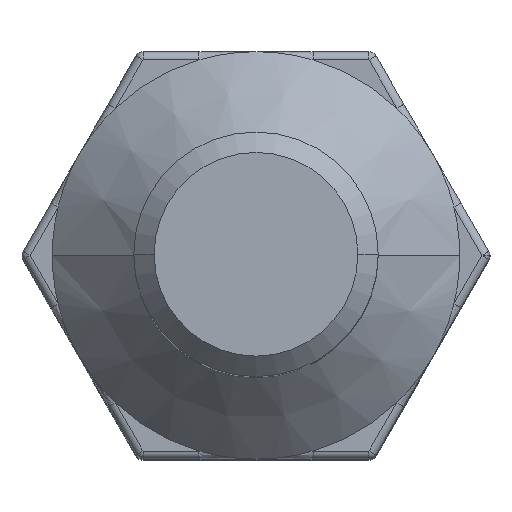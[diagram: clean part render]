
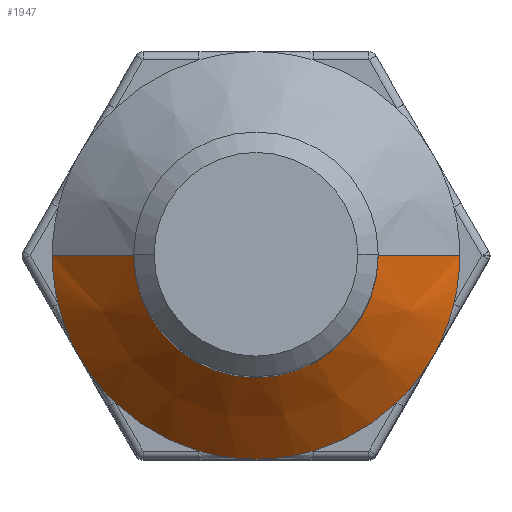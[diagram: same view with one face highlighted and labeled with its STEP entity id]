
A CAD part, top view. The second image highlights one B-rep face of the part: STEP entity #1947.
In plain terms, the highlighted conical face has half-angle 45 degrees and reference radius 1.5 mm.
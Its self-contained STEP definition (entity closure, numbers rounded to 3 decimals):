
#56 = CARTESIAN_POINT ( 'NONE',  ( 0., -2.5, 0. ) ) ;
#81 = CARTESIAN_POINT ( 'NONE',  ( 0., 0., 0. ) ) ;
#88 = CARTESIAN_POINT ( 'NONE',  ( 0., 0., 0. ) ) ;
#106 = DIRECTION ( 'NONE',  ( 0., 0., 1. ) ) ;
#154 = CARTESIAN_POINT ( 'NONE',  ( 1.728, -1.806, 0. ) ) ;
#168 = VERTEX_POINT ( 'NONE', #1863 ) ;
#197 = CARTESIAN_POINT ( 'NONE',  ( -2.165, -1.25, 0. ) ) ;
#260 = DIRECTION ( 'NONE',  ( 0., 0., 1. ) ) ;
#272 = VECTOR ( 'NONE', #919, 1000. ) ;
#275 = DIRECTION ( 'NONE',  ( 1., 0., 0. ) ) ;
#284 = CARTESIAN_POINT ( 'NONE',  ( -1.728, -1.806, 0. ) ) ;
#297 = LINE ( 'NONE', #1491, #272 ) ;
#315 = CIRCLE ( 'NONE', #1908, 2.5 ) ;
#335 = CARTESIAN_POINT ( 'NONE',  ( -2.5, 0., 0. ) ) ;
#404 = CIRCLE ( 'NONE', #1956, 2.5 ) ;
#407 = ORIENTED_EDGE ( 'NONE', *, *, #2244, .F. ) ;
#424 = ORIENTED_EDGE ( 'NONE', *, *, #1726, .T. ) ;
#425 = DIRECTION ( 'NONE',  ( 0., 0., 1. ) ) ;
#426 = CIRCLE ( 'NONE', #2076, 2.5 ) ;
#428 = CIRCLE ( 'NONE', #2139, 2.5 ) ;
#432 = ORIENTED_EDGE ( 'NONE', *, *, #953, .T. ) ;
#433 = DIRECTION ( 'NONE',  ( -1., 0., 0. ) ) ;
#435 = ORIENTED_EDGE ( 'NONE', *, *, #1680, .T. ) ;
#436 = CARTESIAN_POINT ( 'NONE',  ( 0., 0., 0. ) ) ;
#443 = CIRCLE ( 'NONE', #1928, 2.5 ) ;
#444 = CARTESIAN_POINT ( 'NONE',  ( 0., 0., 0. ) ) ;
#446 = ORIENTED_EDGE ( 'NONE', *, *, #1666, .T. ) ;
#448 = ORIENTED_EDGE ( 'NONE', *, *, #1648, .T. ) ;
#449 = CONICAL_SURFACE ( 'NONE', #1939, 1.5, 0.785 ) ;
#458 = CIRCLE ( 'NONE', #2020, 2.5 ) ;
#459 = CIRCLE ( 'NONE', #2021, 2.5 ) ;
#461 = ORIENTED_EDGE ( 'NONE', *, *, #1964, .T. ) ;
#465 = DIRECTION ( 'NONE',  ( 0., 0., -1. ) ) ;
#493 = ORIENTED_EDGE ( 'NONE', *, *, #1916, .T. ) ;
#515 = ORIENTED_EDGE ( 'NONE', *, *, #1876, .T. ) ;
#518 = CIRCLE ( 'NONE', #2051, 1.5 ) ;
#519 = VERTEX_POINT ( 'NONE', #873 ) ;
#536 = ORIENTED_EDGE ( 'NONE', *, *, #1860, .T. ) ;
#547 = ORIENTED_EDGE ( 'NONE', *, *, #1833, .T. ) ;
#550 = CARTESIAN_POINT ( 'NONE',  ( -2.428, -0.594, 0. ) ) ;
#551 = ORIENTED_EDGE ( 'NONE', *, *, #2047, .T. ) ;
#554 = CARTESIAN_POINT ( 'NONE',  ( -1.5, 0., 1. ) ) ;
#574 = CIRCLE ( 'NONE', #1972, 2.5 ) ;
#670 = DIRECTION ( 'NONE',  ( 1., 0., 0. ) ) ;
#707 = CIRCLE ( 'NONE', #2125, 2.5 ) ;
#741 = FACE_OUTER_BOUND ( 'NONE', #2096, .T. ) ;
#792 = DIRECTION ( 'NONE',  ( 0., 0., 1. ) ) ;
#803 = DIRECTION ( 'NONE',  ( 1., 0., 0. ) ) ;
#815 = DIRECTION ( 'NONE',  ( 0., 0., 1. ) ) ;
#856 = CARTESIAN_POINT ( 'NONE',  ( 0., 0., 0. ) ) ;
#873 = CARTESIAN_POINT ( 'NONE',  ( 2.428, -0.594, 0. ) ) ;
#919 = DIRECTION ( 'NONE',  ( 0.707, 0., -0.707 ) ) ;
#945 = LINE ( 'NONE', #1686, #957 ) ;
#946 = VERTEX_POINT ( 'NONE', #1945 ) ;
#947 = CARTESIAN_POINT ( 'NONE',  ( 0., 0., 0. ) ) ;
#952 = CARTESIAN_POINT ( 'NONE',  ( -0.7, -2.4, 0. ) ) ;
#953 = EDGE_CURVE ( 'NONE', #1968, #2156, #945, .T. ) ;
#955 = CARTESIAN_POINT ( 'NONE',  ( 0.7, -2.4, 0. ) ) ;
#957 = VECTOR ( 'NONE', #1684, 1000. ) ;
#965 = DIRECTION ( 'NONE',  ( 1., 0., 0. ) ) ;
#984 = DIRECTION ( 'NONE',  ( 0., 0., 1. ) ) ;
#986 = DIRECTION ( 'NONE',  ( 1., 0., 0. ) ) ;
#996 = CARTESIAN_POINT ( 'NONE',  ( 0., 0., 0. ) ) ;
#1044 = DIRECTION ( 'NONE',  ( 0., 0., 1. ) ) ;
#1106 = VERTEX_POINT ( 'NONE', #1337 ) ;
#1134 = CARTESIAN_POINT ( 'NONE',  ( 0., 0., 0. ) ) ;
#1156 = DIRECTION ( 'NONE',  ( 1., 0., 0. ) ) ;
#1166 = VERTEX_POINT ( 'NONE', #197 ) ;
#1179 = CARTESIAN_POINT ( 'NONE',  ( 0., 0., 1. ) ) ;
#1212 = DIRECTION ( 'NONE',  ( 1., 0., 0. ) ) ;
#1227 = DIRECTION ( 'NONE',  ( 0., 0., 1. ) ) ;
#1263 = CARTESIAN_POINT ( 'NONE',  ( 0., 0., 0. ) ) ;
#1313 = DIRECTION ( 'NONE',  ( -1., 0., 0. ) ) ;
#1337 = CARTESIAN_POINT ( 'NONE',  ( 2.5, 0., 0. ) ) ;
#1467 = DIRECTION ( 'NONE',  ( 0., 0., -1. ) ) ;
#1480 = DIRECTION ( 'NONE',  ( 0., 0., 1. ) ) ;
#1486 = ORIENTED_EDGE ( 'NONE', *, *, #1817, .T. ) ;
#1491 = CARTESIAN_POINT ( 'NONE',  ( 1.5, 0., 1. ) ) ;
#1521 = VERTEX_POINT ( 'NONE', #56 ) ;
#1542 = VERTEX_POINT ( 'NONE', #284 ) ;
#1648 = EDGE_CURVE ( 'NONE', #1166, #1542, #707, .T. ) ;
#1652 = CARTESIAN_POINT ( 'NONE',  ( 0., 0., 1. ) ) ;
#1666 = EDGE_CURVE ( 'NONE', #2146, #1166, #428, .T. ) ;
#1680 = EDGE_CURVE ( 'NONE', #2156, #2146, #426, .T. ) ;
#1684 = DIRECTION ( 'NONE',  ( -0.707, 0., -0.707 ) ) ;
#1686 = CARTESIAN_POINT ( 'NONE',  ( -1.5, 0., 1. ) ) ;
#1697 = VERTEX_POINT ( 'NONE', #952 ) ;
#1726 = EDGE_CURVE ( 'NONE', #946, #1968, #518, .T. ) ;
#1784 = VERTEX_POINT ( 'NONE', #955 ) ;
#1817 = EDGE_CURVE ( 'NONE', #168, #519, #458, .T. ) ;
#1833 = EDGE_CURVE ( 'NONE', #2098, #168, #459, .T. ) ;
#1860 = EDGE_CURVE ( 'NONE', #1784, #2098, #2263, .T. ) ;
#1863 = CARTESIAN_POINT ( 'NONE',  ( 2.165, -1.25, 0. ) ) ;
#1874 = DIRECTION ( 'NONE',  ( 1., 0., 0. ) ) ;
#1876 = EDGE_CURVE ( 'NONE', #1521, #1784, #574, .T. ) ;
#1887 = DIRECTION ( 'NONE',  ( 0., 0., 1. ) ) ;
#1908 = AXIS2_PLACEMENT_3D ( 'NONE', #1263, #1227, #1212 ) ;
#1916 = EDGE_CURVE ( 'NONE', #1697, #1521, #404, .T. ) ;
#1928 = AXIS2_PLACEMENT_3D ( 'NONE', #81, #1480, #1988 ) ;
#1939 = AXIS2_PLACEMENT_3D ( 'NONE', #1652, #1467, #1313 ) ;
#1945 = CARTESIAN_POINT ( 'NONE',  ( 1.5, 0., 1. ) ) ;
#1947 = ADVANCED_FACE ( 'NONE', ( #741 ), #449, .T. ) ;
#1956 = AXIS2_PLACEMENT_3D ( 'NONE', #2063, #1887, #1874 ) ;
#1964 = EDGE_CURVE ( 'NONE', #1542, #1697, #443, .T. ) ;
#1968 = VERTEX_POINT ( 'NONE', #554 ) ;
#1972 = AXIS2_PLACEMENT_3D ( 'NONE', #88, #106, #2261 ) ;
#1984 = AXIS2_PLACEMENT_3D ( 'NONE', #444, #425, #275 ) ;
#1988 = DIRECTION ( 'NONE',  ( 1., 0., 0. ) ) ;
#2020 = AXIS2_PLACEMENT_3D ( 'NONE', #1134, #1044, #986 ) ;
#2021 = AXIS2_PLACEMENT_3D ( 'NONE', #856, #792, #670 ) ;
#2047 = EDGE_CURVE ( 'NONE', #519, #1106, #315, .T. ) ;
#2051 = AXIS2_PLACEMENT_3D ( 'NONE', #1179, #465, #433 ) ;
#2063 = CARTESIAN_POINT ( 'NONE',  ( 0., 0., 0. ) ) ;
#2076 = AXIS2_PLACEMENT_3D ( 'NONE', #436, #260, #1156 ) ;
#2096 = EDGE_LOOP ( 'NONE', ( #407, #424, #432, #435, #446, #448, #461, #493, #515, #536, #547, #1486, #551 ) ) ;
#2098 = VERTEX_POINT ( 'NONE', #154 ) ;
#2125 = AXIS2_PLACEMENT_3D ( 'NONE', #996, #984, #965 ) ;
#2139 = AXIS2_PLACEMENT_3D ( 'NONE', #947, #815, #803 ) ;
#2146 = VERTEX_POINT ( 'NONE', #550 ) ;
#2156 = VERTEX_POINT ( 'NONE', #335 ) ;
#2244 = EDGE_CURVE ( 'NONE', #946, #1106, #297, .T. ) ;
#2261 = DIRECTION ( 'NONE',  ( 1., 0., 0. ) ) ;
#2263 = CIRCLE ( 'NONE', #1984, 2.5 ) ;
